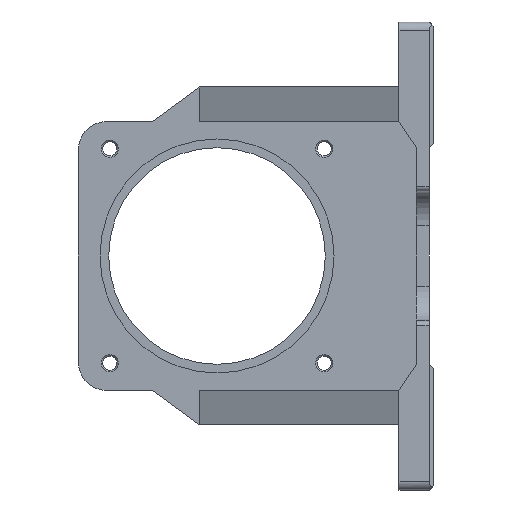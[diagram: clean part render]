
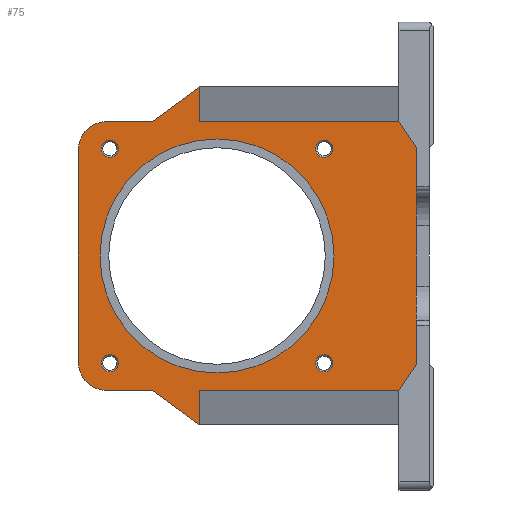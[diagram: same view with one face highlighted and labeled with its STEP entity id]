
A CAD part, left-side view. The second image highlights one B-rep face of the part: STEP entity #75.
In plain terms, the highlighted planar face has unit normal (-1, 0, 0).
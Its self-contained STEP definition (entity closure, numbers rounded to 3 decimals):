
#75 = ADVANCED_FACE( '', ( #166, #167, #168, #169, #170, #171 ), #172, .F. );
#166 = FACE_BOUND( '', #387, .T. );
#167 = FACE_BOUND( '', #388, .T. );
#168 = FACE_OUTER_BOUND( '', #389, .T. );
#169 = FACE_BOUND( '', #390, .T. );
#170 = FACE_BOUND( '', #391, .T. );
#171 = FACE_BOUND( '', #392, .T. );
#172 = PLANE( '', #393 );
#387 = EDGE_LOOP( '', ( #608 ) );
#388 = EDGE_LOOP( '', ( #609 ) );
#389 = EDGE_LOOP( '', ( #610, #611, #612, #613, #614, #615, #616, #617, #618, #619, #620, #621, #622, #623 ) );
#390 = EDGE_LOOP( '', ( #624 ) );
#391 = EDGE_LOOP( '', ( #625 ) );
#392 = EDGE_LOOP( '', ( #626 ) );
#393 = AXIS2_PLACEMENT_3D( '', #627, #628, #629 );
#608 = ORIENTED_EDGE( '', *, *, #1300, .T. );
#609 = ORIENTED_EDGE( '', *, *, #1301, .T. );
#610 = ORIENTED_EDGE( '', *, *, #1302, .T. );
#611 = ORIENTED_EDGE( '', *, *, #1303, .F. );
#612 = ORIENTED_EDGE( '', *, *, #1304, .F. );
#613 = ORIENTED_EDGE( '', *, *, #1305, .F. );
#614 = ORIENTED_EDGE( '', *, *, #1306, .F. );
#615 = ORIENTED_EDGE( '', *, *, #1307, .F. );
#616 = ORIENTED_EDGE( '', *, *, #1308, .F. );
#617 = ORIENTED_EDGE( '', *, *, #1309, .F. );
#618 = ORIENTED_EDGE( '', *, *, #1310, .T. );
#619 = ORIENTED_EDGE( '', *, *, #1311, .F. );
#620 = ORIENTED_EDGE( '', *, *, #1312, .F. );
#621 = ORIENTED_EDGE( '', *, *, #1313, .F. );
#622 = ORIENTED_EDGE( '', *, *, #1314, .F. );
#623 = ORIENTED_EDGE( '', *, *, #1315, .F. );
#624 = ORIENTED_EDGE( '', *, *, #1316, .T. );
#625 = ORIENTED_EDGE( '', *, *, #1317, .T. );
#626 = ORIENTED_EDGE( '', *, *, #1318, .T. );
#627 = CARTESIAN_POINT( '', ( 0., 15., 39. ) );
#628 = DIRECTION( '', ( 1., 0., 0. ) );
#629 = DIRECTION( '', ( 0., 0., -1. ) );
#1300 = EDGE_CURVE( '', #1511, #1511, #1512, .T. );
#1301 = EDGE_CURVE( '', #1513, #1513, #1514, .T. );
#1302 = EDGE_CURVE( '', #1515, #1516, #1517, .T. );
#1303 = EDGE_CURVE( '', #1518, #1516, #1519, .T. );
#1304 = EDGE_CURVE( '', #1520, #1518, #1521, .T. );
#1305 = EDGE_CURVE( '', #1522, #1520, #1523, .T. );
#1306 = EDGE_CURVE( '', #1524, #1522, #1525, .T. );
#1307 = EDGE_CURVE( '', #1526, #1524, #1527, .T. );
#1308 = EDGE_CURVE( '', #1528, #1526, #1529, .T. );
#1309 = EDGE_CURVE( '', #1530, #1528, #1531, .T. );
#1310 = EDGE_CURVE( '', #1530, #1532, #1533, .T. );
#1311 = EDGE_CURVE( '', #1534, #1532, #1535, .T. );
#1312 = EDGE_CURVE( '', #1536, #1534, #1537, .T. );
#1313 = EDGE_CURVE( '', #1538, #1536, #1539, .T. );
#1314 = EDGE_CURVE( '', #1540, #1538, #1541, .T. );
#1315 = EDGE_CURVE( '', #1515, #1540, #1542, .T. );
#1316 = EDGE_CURVE( '', #1543, #1543, #1544, .T. );
#1317 = EDGE_CURVE( '', #1545, #1545, #1546, .T. );
#1318 = EDGE_CURVE( '', #1547, #1547, #1548, .T. );
#1511 = VERTEX_POINT( '', #1868 );
#1512 = CIRCLE( '', #1869, 2. );
#1513 = VERTEX_POINT( '', #1870 );
#1514 = CIRCLE( '', #1871, 2. );
#1515 = VERTEX_POINT( '', #1872 );
#1516 = VERTEX_POINT( '', #1873 );
#1517 = LINE( '', #1874, #1875 );
#1518 = VERTEX_POINT( '', #1876 );
#1519 = LINE( '', #1877, #1878 );
#1520 = VERTEX_POINT( '', #1879 );
#1521 = LINE( '', #1880, #1881 );
#1522 = VERTEX_POINT( '', #1882 );
#1523 = LINE( '', #1883, #1884 );
#1524 = VERTEX_POINT( '', #1885 );
#1525 = LINE( '', #1886, #1887 );
#1526 = VERTEX_POINT( '', #1888 );
#1527 = LINE( '', #1889, #1890 );
#1528 = VERTEX_POINT( '', #1891 );
#1529 = LINE( '', #1892, #1893 );
#1530 = VERTEX_POINT( '', #1894 );
#1531 = LINE( '', #1895, #1896 );
#1532 = VERTEX_POINT( '', #1897 );
#1533 = LINE( '', #1898, #1899 );
#1534 = VERTEX_POINT( '', #1900 );
#1535 = LINE( '', #1901, #1902 );
#1536 = VERTEX_POINT( '', #1903 );
#1537 = CIRCLE( '', #1904, 6.5 );
#1538 = VERTEX_POINT( '', #1905 );
#1539 = LINE( '', #1906, #1907 );
#1540 = VERTEX_POINT( '', #1908 );
#1541 = CIRCLE( '', #1909, 6.5 );
#1542 = LINE( '', #1910, #1911 );
#1543 = VERTEX_POINT( '', #1912 );
#1544 = CIRCLE( '', #1913, 27. );
#1545 = VERTEX_POINT( '', #1914 );
#1546 = CIRCLE( '', #1915, 2. );
#1547 = VERTEX_POINT( '', #1916 );
#1548 = CIRCLE( '', #1917, 2. );
#1868 = CARTESIAN_POINT( '', ( 0., 24.749, -26.749 ) );
#1869 = AXIS2_PLACEMENT_3D( '', #2368, #2369, #2370 );
#1870 = CARTESIAN_POINT( '', ( 0., 24.749, 22.749 ) );
#1871 = AXIS2_PLACEMENT_3D( '', #2371, #2372, #2373 );
#1872 = CARTESIAN_POINT( '', ( 0., 15., -31. ) );
#1873 = CARTESIAN_POINT( '', ( 0., 4., -39. ) );
#1874 = CARTESIAN_POINT( '', ( 0., 15., -31. ) );
#1875 = VECTOR( '', #2374, 1000. );
#1876 = CARTESIAN_POINT( '', ( 0., 4., -31. ) );
#1877 = CARTESIAN_POINT( '', ( 0., 4., 39. ) );
#1878 = VECTOR( '', #2375, 1000. );
#1879 = CARTESIAN_POINT( '', ( 0., -42., -31. ) );
#1880 = CARTESIAN_POINT( '', ( 0., -42., -31. ) );
#1881 = VECTOR( '', #2376, 1000. );
#1882 = CARTESIAN_POINT( '', ( 0., -46., -25. ) );
#1883 = CARTESIAN_POINT( '', ( 0., -46., -25. ) );
#1884 = VECTOR( '', #2377, 1000. );
#1885 = CARTESIAN_POINT( '', ( 0., -46., 25. ) );
#1886 = CARTESIAN_POINT( '', ( 0., -46., 25. ) );
#1887 = VECTOR( '', #2378, 1000. );
#1888 = CARTESIAN_POINT( '', ( 0., -42., 31. ) );
#1889 = CARTESIAN_POINT( '', ( 0., -42., 31. ) );
#1890 = VECTOR( '', #2379, 1000. );
#1891 = CARTESIAN_POINT( '', ( 0., 4., 31. ) );
#1892 = CARTESIAN_POINT( '', ( 0., 4., 31. ) );
#1893 = VECTOR( '', #2380, 1000. );
#1894 = CARTESIAN_POINT( '', ( 0., 4., 39. ) );
#1895 = CARTESIAN_POINT( '', ( 0., 4., 39. ) );
#1896 = VECTOR( '', #2381, 1000. );
#1897 = CARTESIAN_POINT( '', ( 0., 15., 31. ) );
#1898 = CARTESIAN_POINT( '', ( 0., 4., 39. ) );
#1899 = VECTOR( '', #2382, 1000. );
#1900 = CARTESIAN_POINT( '', ( 0., 25.5, 31. ) );
#1901 = CARTESIAN_POINT( '', ( 0., 25.5, 31. ) );
#1902 = VECTOR( '', #2383, 1000. );
#1903 = CARTESIAN_POINT( '', ( 0., 32., 24.5 ) );
#1904 = AXIS2_PLACEMENT_3D( '', #2384, #2385, #2386 );
#1905 = CARTESIAN_POINT( '', ( 0., 32., -24.5 ) );
#1906 = CARTESIAN_POINT( '', ( 0., 32., -24.5 ) );
#1907 = VECTOR( '', #2387, 1000. );
#1908 = CARTESIAN_POINT( '', ( 0., 25.5, -31. ) );
#1909 = AXIS2_PLACEMENT_3D( '', #2388, #2389, #2390 );
#1910 = CARTESIAN_POINT( '', ( 0., -49., -31. ) );
#1911 = VECTOR( '', #2391, 1000. );
#1912 = CARTESIAN_POINT( '', ( 0., 0., -27. ) );
#1913 = AXIS2_PLACEMENT_3D( '', #2392, #2393, #2394 );
#1914 = CARTESIAN_POINT( '', ( 0., -24.749, -26.749 ) );
#1915 = AXIS2_PLACEMENT_3D( '', #2395, #2396, #2397 );
#1916 = CARTESIAN_POINT( '', ( 0., -24.749, 22.749 ) );
#1917 = AXIS2_PLACEMENT_3D( '', #2398, #2399, #2400 );
#2368 = CARTESIAN_POINT( '', ( 0., 24.749, -24.749 ) );
#2369 = DIRECTION( '', ( 1., 0., 0. ) );
#2370 = DIRECTION( '', ( 0., 0., -1. ) );
#2371 = CARTESIAN_POINT( '', ( 0., 24.749, 24.749 ) );
#2372 = DIRECTION( '', ( 1., 0., 0. ) );
#2373 = DIRECTION( '', ( 0., 0., -1. ) );
#2374 = DIRECTION( '', ( 0., -0.809, -0.588 ) );
#2375 = DIRECTION( '', ( 0., 0., -1. ) );
#2376 = DIRECTION( '', ( 0., 1., 0. ) );
#2377 = DIRECTION( '', ( 0., 0.555, -0.832 ) );
#2378 = DIRECTION( '', ( 0., 0., -1. ) );
#2379 = DIRECTION( '', ( 0., -0.555, -0.832 ) );
#2380 = DIRECTION( '', ( 0., -1., 0. ) );
#2381 = DIRECTION( '', ( 0., 0., -1. ) );
#2382 = DIRECTION( '', ( 0., 0.809, -0.588 ) );
#2383 = DIRECTION( '', ( 0., -1., 0. ) );
#2384 = CARTESIAN_POINT( '', ( 0., 25.5, 24.5 ) );
#2385 = DIRECTION( '', ( 1., 0., 0. ) );
#2386 = DIRECTION( '', ( 0., 0., -1. ) );
#2387 = DIRECTION( '', ( 0., 0., 1. ) );
#2388 = CARTESIAN_POINT( '', ( 0., 25.5, -24.5 ) );
#2389 = DIRECTION( '', ( 1., 0., 0. ) );
#2390 = DIRECTION( '', ( 0., 0., -1. ) );
#2391 = DIRECTION( '', ( 0., 1., 0. ) );
#2392 = CARTESIAN_POINT( '', ( 0., 0., 0. ) );
#2393 = DIRECTION( '', ( 1., 0., 0. ) );
#2394 = DIRECTION( '', ( 0., 0., -1. ) );
#2395 = CARTESIAN_POINT( '', ( 0., -24.749, -24.749 ) );
#2396 = DIRECTION( '', ( 1., 0., 0. ) );
#2397 = DIRECTION( '', ( 0., 0., -1. ) );
#2398 = CARTESIAN_POINT( '', ( 0., -24.749, 24.749 ) );
#2399 = DIRECTION( '', ( 1., 0., 0. ) );
#2400 = DIRECTION( '', ( 0., 0., -1. ) );
